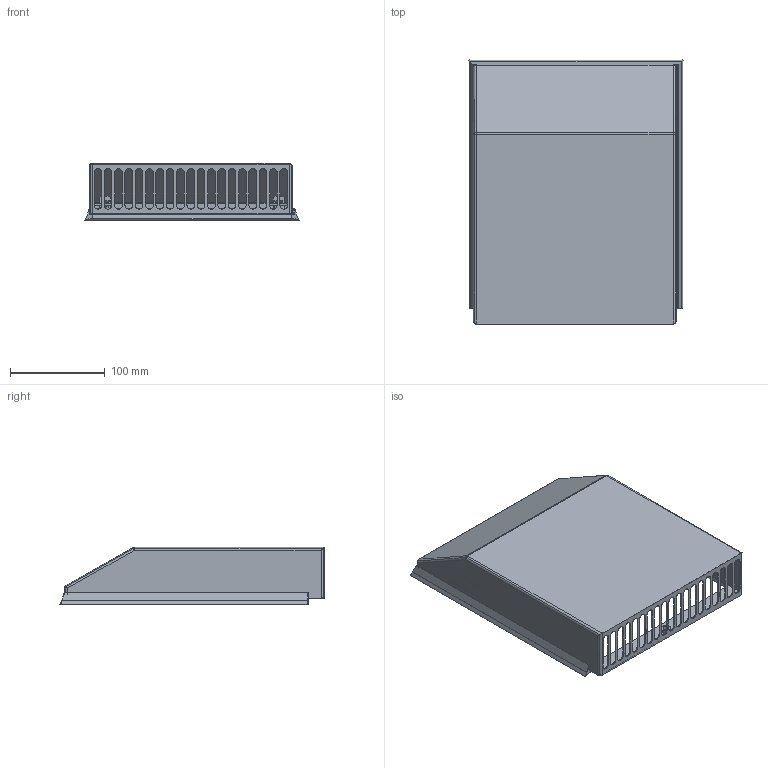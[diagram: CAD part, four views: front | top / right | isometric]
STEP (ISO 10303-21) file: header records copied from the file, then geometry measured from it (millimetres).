
FILE_DESCRIPTION (( 'STEP AP214' ), '1' );
FILE_NAME ('086710-00.STEP', '2017-12-08T21:23:33', ( '' ), ( '' ), 'SwSTEP 2.0', 'SolidWorks 2017', '' );
FILE_SCHEMA (( 'AUTOMOTIVE_DESIGN' ));
Length unit declared in the file: inch
Products named in the file (6): 086710-00_2; 086710-00_1; Gasket; Gasket_2_1; 086710-00; Gasket_1
Assembly tree (5 placements, depth 3):
  086710-00
    086710-00_1
    086710-00_2
    Gasket
      Gasket_1
      Gasket_2_1
Bounding box: 226.57 x 279.46 x 60.58 mm (x, y, z)
Volume: 199804.6 mm3; surface area: 316974.3 mm2
Topology: 10 solids, 10 shells, 335 faces, 930 edges, 614 vertices
Faces by surface type: plane 233, cylinder 98, sphere 2, bspline 2
Entity records: 11737 total; most frequent: CARTESIAN_POINT 1980, ORIENTED_EDGE 1856, DIRECTION 1782, EDGE_CURVE 928, VECTOR 734, LINE 734, VERTEX_POINT 614, AXIS2_PLACEMENT_3D 524
